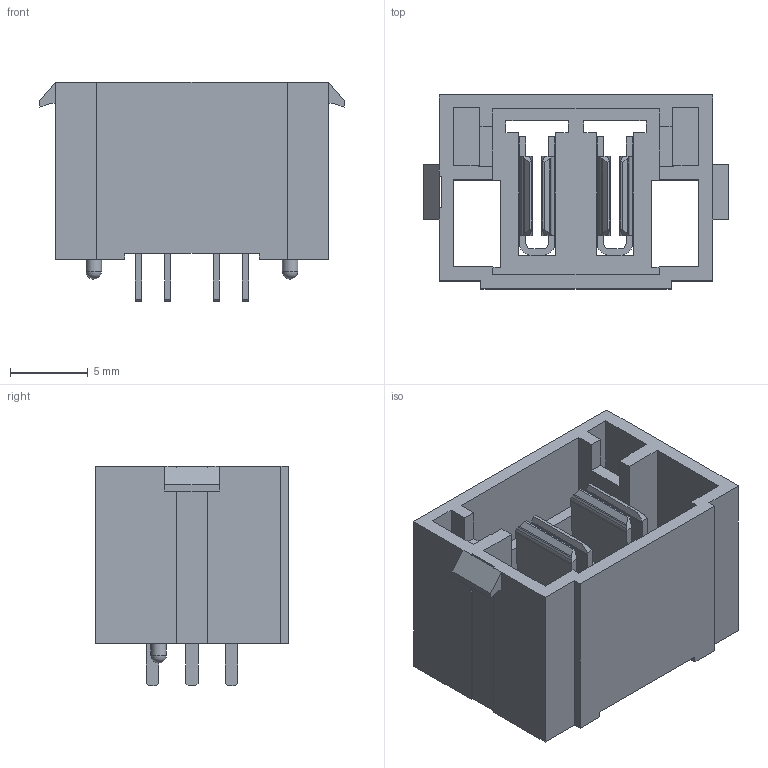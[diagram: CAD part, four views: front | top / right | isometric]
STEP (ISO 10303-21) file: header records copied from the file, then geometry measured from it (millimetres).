
FILE_DESCRIPTION( ( 'STEP AP214' ), '1' );
FILE_NAME( 'MPT-02-6.30-01-T-V.stp', '2021-12-07T15:32:14', ( 'License CC BY-ND 4.0' ), ( 'CADENAS' ), ' ', 'PARTsolutions', ' ' );
FILE_SCHEMA( ( 'AUTOMOTIVE_DESIGN { 1 0 10303 214 1 1 1 1 }' ) );
Length unit declared in the file: millimetre
Products named in the file (3): MPT-02-6.30-01-T-V; _MPT02-SDterminal1; _MPT0201pins3
Assembly tree (2 placements, depth 2):
  MPT-02-6.30-01-T-V
    _MPT02-SDterminal1
    _MPT0201pins3
Bounding box: 19.56 x 12.45 x 14.1 mm (x, y, z)
Volume: 1266.5 mm3; surface area: 2529.4 mm2
Topology: 2 solids, 2 shells, 254 faces, 750 edges, 497 vertices
Faces by surface type: plane 230, cylinder 22, sphere 2
Full cylindrical faces by diameter (mm): 1 x2
Entity records: 10401 total; most frequent: CARTESIAN_POINT 1496, ORIENTED_EDGE 1486, DIRECTION 1309, EDGE_CURVE 743, LINE 691, VECTOR 691, VERTEX_POINT 496, AXIS2_PLACEMENT_3D 309
